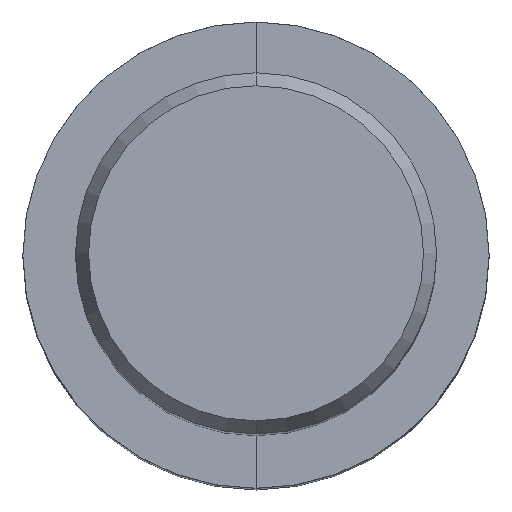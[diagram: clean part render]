
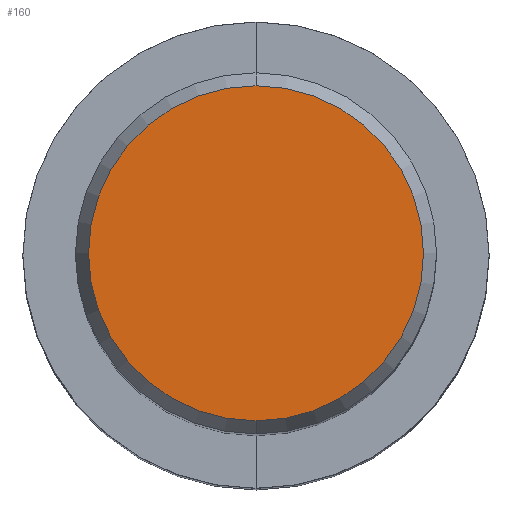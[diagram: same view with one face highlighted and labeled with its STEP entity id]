
A CAD part, top view. The second image highlights one B-rep face of the part: STEP entity #160.
In plain terms, the highlighted planar face has unit normal (0, 0, 1).
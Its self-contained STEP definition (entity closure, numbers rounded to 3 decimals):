
#86=VERTEX_POINT('',#199);
#92=EDGE_CURVE('',#124,#86,#205,.T.);
#94=EDGE_CURVE('',#86,#124,#207,.T.);
#124=VERTEX_POINT('',#239);
#160=ADVANCED_FACE('',(#282),#283,.T.);
#199=CARTESIAN_POINT('',(0.,-8.837,0.01));
#205=CIRCLE('',#325,8.837);
#207=CIRCLE('',#328,8.837);
#239=CARTESIAN_POINT('',(0.0,8.837,0.01));
#282=FACE_OUTER_BOUND('',#423,.T.);
#283=PLANE('',#424);
#325=AXIS2_PLACEMENT_3D('',#447,#448,#449);
#328=AXIS2_PLACEMENT_3D('',#450,#451,#452);
#423=EDGE_LOOP('',(#546,#547));
#424=AXIS2_PLACEMENT_3D('',#548,#549,#550);
#447=CARTESIAN_POINT('',(0.0,0.0,0.01));
#448=DIRECTION('',(0.0,0.0,-1.0));
#449=DIRECTION('',(0.0,1.0,0.0));
#450=CARTESIAN_POINT('',(0.0,0.0,0.01));
#451=DIRECTION('',(0.0,0.0,-1.0));
#452=DIRECTION('',(0.0,1.0,0.0));
#546=ORIENTED_EDGE('',*,*,#92,.F.);
#547=ORIENTED_EDGE('',*,*,#94,.F.);
#548=CARTESIAN_POINT('',(0.0,4.419,0.01));
#549=DIRECTION('',(-0.0,0.0,1.0));
#550=DIRECTION('',(0.0,-1.0,0.0));
